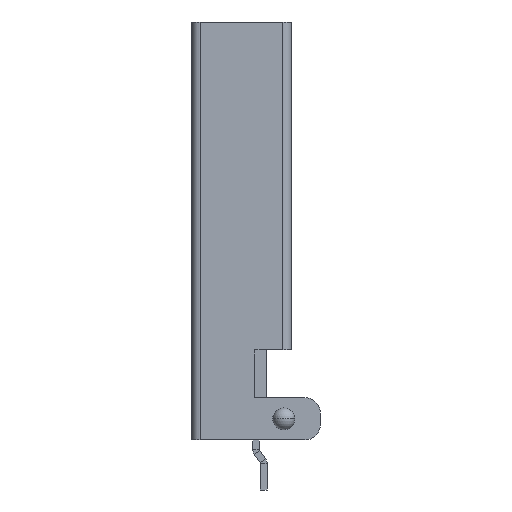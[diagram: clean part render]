
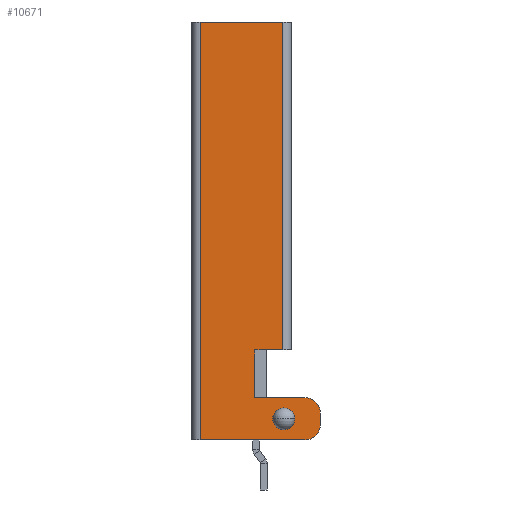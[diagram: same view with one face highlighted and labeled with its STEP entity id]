
A CAD part, left-side view. The second image highlights one B-rep face of the part: STEP entity #10671.
In plain terms, the highlighted planar face has unit normal (-1, 0, 0).
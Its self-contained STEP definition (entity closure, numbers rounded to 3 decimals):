
#72 = EDGE_CURVE ( 'NONE', #1569, #3827, #3953, .T. ) ;
#80 = DIRECTION ( 'NONE',  ( 0., 0., -1. ) ) ;
#137 = EDGE_LOOP ( 'NONE', ( #11771, #6100 ) ) ;
#177 = ORIENTED_EDGE ( 'NONE', *, *, #8548, .F. ) ;
#192 = LINE ( 'NONE', #1781, #3697 ) ;
#245 = DIRECTION ( 'NONE',  ( 0., 0., 1. ) ) ;
#287 = VERTEX_POINT ( 'NONE', #8218 ) ;
#329 = CARTESIAN_POINT ( 'NONE',  ( -6., 2.25, -18.8 ) ) ;
#576 = DIRECTION ( 'NONE',  ( 0., 0., 1. ) ) ;
#689 = DIRECTION ( 'NONE',  ( 1., 0., 0. ) ) ;
#774 = DIRECTION ( 'NONE',  ( 0., -1., 0. ) ) ;
#862 = CARTESIAN_POINT ( 'NONE',  ( -6., 1.85, -18.8 ) ) ;
#1082 = VERTEX_POINT ( 'NONE', #11373 ) ;
#1092 = CARTESIAN_POINT ( 'NONE',  ( -6., -1.406, -17.85 ) ) ;
#1139 = DIRECTION ( 'NONE',  ( 0., 0., 1. ) ) ;
#1148 = VECTOR ( 'NONE', #1736, 1000. ) ;
#1229 = PLANE ( 'NONE',  #8675 ) ;
#1566 = DIRECTION ( 'NONE',  ( 1., 0., 0. ) ) ;
#1569 = VERTEX_POINT ( 'NONE', #3537 ) ;
#1603 = CARTESIAN_POINT ( 'NONE',  ( -6., -2.85, -16.9 ) ) ;
#1618 = LINE ( 'NONE', #6291, #11703 ) ;
#1688 = DIRECTION ( 'NONE',  ( 0., 0., -1. ) ) ;
#1736 = DIRECTION ( 'NONE',  ( 0., 0., -1. ) ) ;
#1781 = CARTESIAN_POINT ( 'NONE',  ( -6., 2.25, -18.8 ) ) ;
#1804 = ORIENTED_EDGE ( 'NONE', *, *, #8746, .F. ) ;
#1909 = CARTESIAN_POINT ( 'NONE',  ( -6., -0.6, -16.9 ) ) ;
#2029 = DIRECTION ( 'NONE',  ( 0., 0., 1. ) ) ;
#2144 = EDGE_CURVE ( 'NONE', #2876, #12394, #10377, .T. ) ;
#2324 = LINE ( 'NONE', #7882, #7363 ) ;
#2362 = CIRCLE ( 'NONE', #9723, 0.7 ) ;
#2503 = EDGE_LOOP ( 'NONE', ( #9139, #10554, #9647, #11168, #5087, #10677, #1804, #177, #12375, #3043 ) ) ;
#2512 = AXIS2_PLACEMENT_3D ( 'NONE', #4306, #689, #12156 ) ;
#2773 = FACE_OUTER_BOUND ( 'NONE', #2503, .T. ) ;
#2873 = LINE ( 'NONE', #7942, #10523 ) ;
#2876 = VERTEX_POINT ( 'NONE', #6342 ) ;
#3014 = CARTESIAN_POINT ( 'NONE',  ( -6., -2.85, -17.6 ) ) ;
#3043 = ORIENTED_EDGE ( 'NONE', *, *, #6766, .T. ) ;
#3537 = CARTESIAN_POINT ( 'NONE',  ( -6., -1.85, -14.75 ) ) ;
#3660 = AXIS2_PLACEMENT_3D ( 'NONE', #6496, #1566, #1688 ) ;
#3697 = VECTOR ( 'NONE', #4764, 1000. ) ;
#3827 = VERTEX_POINT ( 'NONE', #5757 ) ;
#3894 = CARTESIAN_POINT ( 'NONE',  ( -6., -1.85, -18.8 ) ) ;
#3946 = DIRECTION ( 'NONE',  ( 0., -1., 0. ) ) ;
#3953 = LINE ( 'NONE', #3894, #6694 ) ;
#4268 = EDGE_CURVE ( 'NONE', #4535, #8047, #6478, .T. ) ;
#4306 = CARTESIAN_POINT ( 'NONE',  ( -6., -1.9, -17.85 ) ) ;
#4535 = VERTEX_POINT ( 'NONE', #9501 ) ;
#4568 = CIRCLE ( 'NONE', #9715, 0.494 ) ;
#4667 = CIRCLE ( 'NONE', #3660, 0.7 ) ;
#4759 = VERTEX_POINT ( 'NONE', #1092 ) ;
#4764 = DIRECTION ( 'NONE',  ( 0., -1., 0. ) ) ;
#5045 = CIRCLE ( 'NONE', #2512, 0.494 ) ;
#5087 = ORIENTED_EDGE ( 'NONE', *, *, #7628, .F. ) ;
#5352 = CARTESIAN_POINT ( 'NONE',  ( -6., -3.55, -18.1 ) ) ;
#5723 = LINE ( 'NONE', #1909, #8018 ) ;
#5732 = EDGE_CURVE ( 'NONE', #6399, #287, #192, .T. ) ;
#5749 = EDGE_CURVE ( 'NONE', #8553, #3827, #2324, .T. ) ;
#5757 = CARTESIAN_POINT ( 'NONE',  ( -6., -1.85, 0. ) ) ;
#6100 = ORIENTED_EDGE ( 'NONE', *, *, #11365, .T. ) ;
#6291 = CARTESIAN_POINT ( 'NONE',  ( -6., 1.85, -18.8 ) ) ;
#6342 = CARTESIAN_POINT ( 'NONE',  ( -6., -0.6, -16.9 ) ) ;
#6399 = VERTEX_POINT ( 'NONE', #862 ) ;
#6478 = LINE ( 'NONE', #11392, #1148 ) ;
#6496 = CARTESIAN_POINT ( 'NONE',  ( -6., -2.85, -18.1 ) ) ;
#6694 = VECTOR ( 'NONE', #2029, 1000. ) ;
#6766 = EDGE_CURVE ( 'NONE', #12394, #1569, #2873, .T. ) ;
#6959 = CARTESIAN_POINT ( 'NONE',  ( -6., -0.6, -14.75 ) ) ;
#7363 = VECTOR ( 'NONE', #3946, 1000. ) ;
#7628 = EDGE_CURVE ( 'NONE', #8047, #287, #4667, .T. ) ;
#7882 = CARTESIAN_POINT ( 'NONE',  ( -6., 2.25, 0. ) ) ;
#7942 = CARTESIAN_POINT ( 'NONE',  ( -6., -0.6, -14.75 ) ) ;
#8018 = VECTOR ( 'NONE', #774, 1000. ) ;
#8035 = EDGE_CURVE ( 'NONE', #6399, #8553, #1618, .T. ) ;
#8047 = VERTEX_POINT ( 'NONE', #5352 ) ;
#8218 = CARTESIAN_POINT ( 'NONE',  ( -6., -2.85, -18.8 ) ) ;
#8548 = EDGE_CURVE ( 'NONE', #2876, #11242, #5723, .T. ) ;
#8553 = VERTEX_POINT ( 'NONE', #8589 ) ;
#8589 = CARTESIAN_POINT ( 'NONE',  ( -6., 1.85, 0. ) ) ;
#8675 = AXIS2_PLACEMENT_3D ( 'NONE', #329, #9074, #1139 ) ;
#8746 = EDGE_CURVE ( 'NONE', #11242, #4535, #2362, .T. ) ;
#8750 = DIRECTION ( 'NONE',  ( 1., 0., 0. ) ) ;
#8900 = FACE_BOUND ( 'NONE', #137, .T. ) ;
#9074 = DIRECTION ( 'NONE',  ( 1., 0., 0. ) ) ;
#9139 = ORIENTED_EDGE ( 'NONE', *, *, #72, .T. ) ;
#9501 = CARTESIAN_POINT ( 'NONE',  ( -6., -3.55, -17.6 ) ) ;
#9647 = ORIENTED_EDGE ( 'NONE', *, *, #8035, .F. ) ;
#9715 = AXIS2_PLACEMENT_3D ( 'NONE', #9990, #9895, #245 ) ;
#9723 = AXIS2_PLACEMENT_3D ( 'NONE', #3014, #8750, #80 ) ;
#9895 = DIRECTION ( 'NONE',  ( 1., 0., 0. ) ) ;
#9990 = CARTESIAN_POINT ( 'NONE',  ( -6., -1.9, -17.85 ) ) ;
#10004 = CARTESIAN_POINT ( 'NONE',  ( -6., -0.6, -14.75 ) ) ;
#10377 = LINE ( 'NONE', #10004, #11149 ) ;
#10523 = VECTOR ( 'NONE', #11068, 1000. ) ;
#10554 = ORIENTED_EDGE ( 'NONE', *, *, #5749, .F. ) ;
#10671 = ADVANCED_FACE ( 'NONE', ( #8900, #2773 ), #1229, .F. ) ;
#10677 = ORIENTED_EDGE ( 'NONE', *, *, #4268, .F. ) ;
#10986 = DIRECTION ( 'NONE',  ( 0., 0., 1. ) ) ;
#11068 = DIRECTION ( 'NONE',  ( 0., -1., 0. ) ) ;
#11149 = VECTOR ( 'NONE', #10986, 1000. ) ;
#11168 = ORIENTED_EDGE ( 'NONE', *, *, #5732, .T. ) ;
#11212 = EDGE_CURVE ( 'NONE', #4759, #1082, #5045, .T. ) ;
#11242 = VERTEX_POINT ( 'NONE', #1603 ) ;
#11365 = EDGE_CURVE ( 'NONE', #1082, #4759, #4568, .T. ) ;
#11373 = CARTESIAN_POINT ( 'NONE',  ( -6., -2.394, -17.85 ) ) ;
#11392 = CARTESIAN_POINT ( 'NONE',  ( -6., -3.55, -16.9 ) ) ;
#11703 = VECTOR ( 'NONE', #576, 1000. ) ;
#11771 = ORIENTED_EDGE ( 'NONE', *, *, #11212, .T. ) ;
#12156 = DIRECTION ( 'NONE',  ( 0., 0., 1. ) ) ;
#12375 = ORIENTED_EDGE ( 'NONE', *, *, #2144, .T. ) ;
#12394 = VERTEX_POINT ( 'NONE', #6959 ) ;
